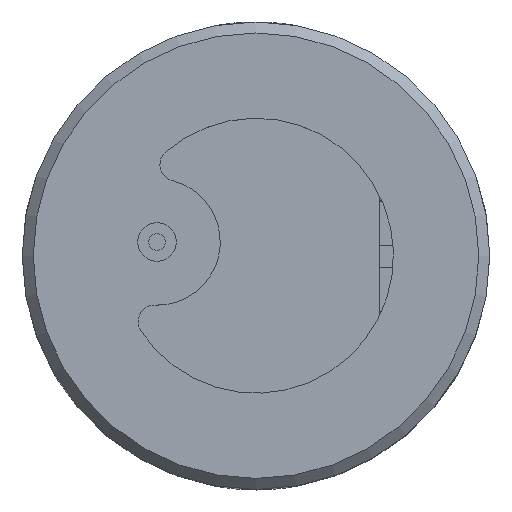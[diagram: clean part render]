
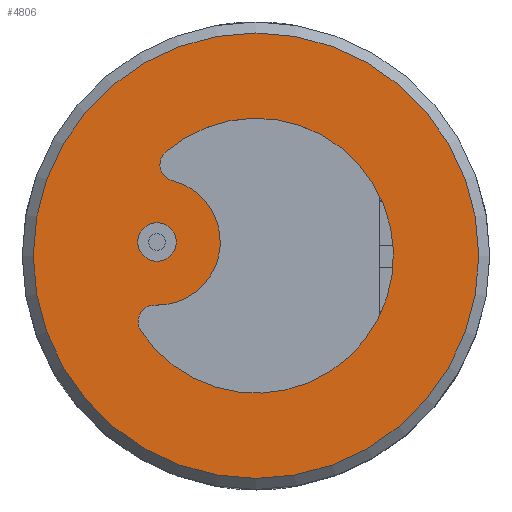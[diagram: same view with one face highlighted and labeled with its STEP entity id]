
A CAD part, top view. The second image highlights one B-rep face of the part: STEP entity #4806.
In plain terms, the highlighted planar face has unit normal (0, 0, 1).
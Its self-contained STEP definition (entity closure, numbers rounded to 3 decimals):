
#168=FACE_BOUND('',#931,.T.);
#169=FACE_BOUND('',#932,.T.);
#363=PLANE('',#5261);
#622=FACE_OUTER_BOUND('',#930,.T.);
#930=EDGE_LOOP('',(#4330));
#931=EDGE_LOOP('',(#4331,#4332,#4333,#4334));
#932=EDGE_LOOP('',(#4335));
#2016=CIRCLE('',#5179,3.);
#2018=CIRCLE('',#5182,25.);
#2020=CIRCLE('',#5185,3.);
#2023=CIRCLE('',#5189,11.5);
#2040=CIRCLE('',#5232,3.5);
#2051=CIRCLE('',#5260,40.5);
#2413=VERTEX_POINT('',#7975);
#2414=VERTEX_POINT('',#7976);
#2417=VERTEX_POINT('',#7984);
#2419=VERTEX_POINT('',#7990);
#2453=VERTEX_POINT('',#8140);
#2468=VERTEX_POINT('',#8215);
#3000=EDGE_CURVE('',#2413,#2414,#2016,.T.);
#3004=EDGE_CURVE('',#2417,#2414,#2018,.T.);
#3007=EDGE_CURVE('',#2417,#2419,#2020,.T.);
#3011=EDGE_CURVE('',#2413,#2419,#2023,.T.);
#3068=EDGE_CURVE('',#2453,#2453,#2040,.T.);
#3099=EDGE_CURVE('',#2468,#2468,#2051,.T.);
#4330=ORIENTED_EDGE('',*,*,#3099,.F.);
#4331=ORIENTED_EDGE('',*,*,#3011,.T.);
#4332=ORIENTED_EDGE('',*,*,#3007,.F.);
#4333=ORIENTED_EDGE('',*,*,#3004,.T.);
#4334=ORIENTED_EDGE('',*,*,#3000,.F.);
#4335=ORIENTED_EDGE('',*,*,#3068,.T.);
#4806=ADVANCED_FACE('',(#622,#168,#169),#363,.T.);
#5179=AXIS2_PLACEMENT_3D('',#7977,#6255,#6256);
#5182=AXIS2_PLACEMENT_3D('',#7985,#6263,#6264);
#5185=AXIS2_PLACEMENT_3D('',#7991,#6270,#6271);
#5189=AXIS2_PLACEMENT_3D('',#7997,#6279,#6280);
#5232=AXIS2_PLACEMENT_3D('',#8141,#6393,#6394);
#5260=AXIS2_PLACEMENT_3D('',#8216,#6463,#6464);
#5261=AXIS2_PLACEMENT_3D('',#8218,#6466,#6467);
#6255=DIRECTION('center_axis',(0.,0.,1.));
#6256=DIRECTION('ref_axis',(-0.872,0.49,0.));
#6263=DIRECTION('center_axis',(0.,0.,-1.));
#6264=DIRECTION('ref_axis',(-1.,0.,0.));
#6270=DIRECTION('center_axis',(0.,0.,1.));
#6271=DIRECTION('ref_axis',(-0.972,-0.234,0.));
#6279=DIRECTION('center_axis',(0.,0.,1.));
#6280=DIRECTION('ref_axis',(-1.,0.,0.));
#6393=DIRECTION('center_axis',(0.,0.,-1.));
#6394=DIRECTION('ref_axis',(-1.,0.,0.));
#6463=DIRECTION('center_axis',(0.,0.,-1.));
#6464=DIRECTION('ref_axis',(1.,0.,0.));
#6466=DIRECTION('center_axis',(0.,0.,1.));
#6467=DIRECTION('ref_axis',(1.,0.,0.));
#7975=CARTESIAN_POINT('',(-18.352,-8.995,60.));
#7976=CARTESIAN_POINT('',(-20.959,-13.629,60.));
#7977=CARTESIAN_POINT('Origin',(-18.444,-11.993,60.));
#7984=CARTESIAN_POINT('',(-16.451,18.824,60.));
#7985=CARTESIAN_POINT('Origin',(0.,0.,60.));
#7990=CARTESIAN_POINT('',(-15.206,13.655,60.));
#7991=CARTESIAN_POINT('Origin',(-14.477,16.566,60.));
#7997=CARTESIAN_POINT('Origin',(-18.,2.5,60.));
#8140=CARTESIAN_POINT('',(-14.5,2.5,60.));
#8141=CARTESIAN_POINT('Origin',(-18.,2.5,60.));
#8215=CARTESIAN_POINT('',(-40.5,0.,60.));
#8216=CARTESIAN_POINT('Origin',(0.,0.,60.));
#8218=CARTESIAN_POINT('Origin',(0.,0.,60.));
